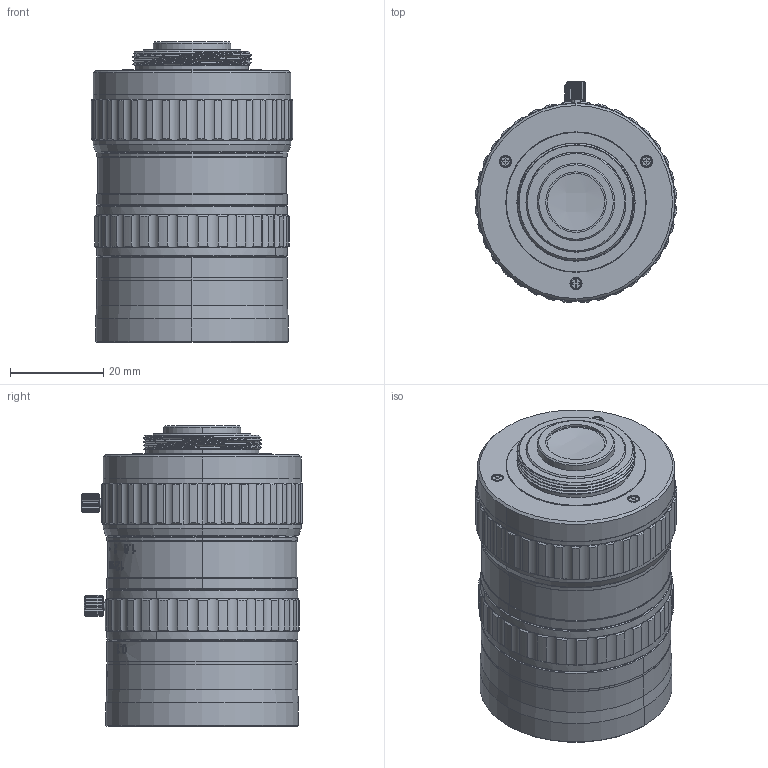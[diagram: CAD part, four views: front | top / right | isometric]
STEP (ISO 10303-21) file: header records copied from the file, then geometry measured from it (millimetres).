
FILE_DESCRIPTION (( 'STEP AP203' ), '1' );
FILE_NAME ('600008.STEP', '2021-08-06T06:07:21', ( '' ), ( '' ), 'SwSTEP 2.0', 'SolidWorks 2020', '' );
FILE_SCHEMA (( 'CONFIG_CONTROL_DESIGN' ));
Length unit declared in the file: millimetre
Products named in the file (1): 600008
Bounding box: 43.25 x 47.64 x 64.55 mm (x, y, z)
Volume: 76959.4 mm3; surface area: 19302.4 mm2
Topology: 4 solids, 15 shells, 1419 faces, 3691 edges, 2405 vertices
Faces by surface type: plane 441, cylinder 410, bspline 336, cone 232
Entity records: 64772 total; most frequent: CARTESIAN_POINT 32224, ORIENTED_EDGE 7382, DIRECTION 5862, EDGE_CURVE 3691, VERTEX_POINT 2405, AXIS2_PLACEMENT_3D 2296, EDGE_LOOP 1530, ADVANCED_FACE 1419
